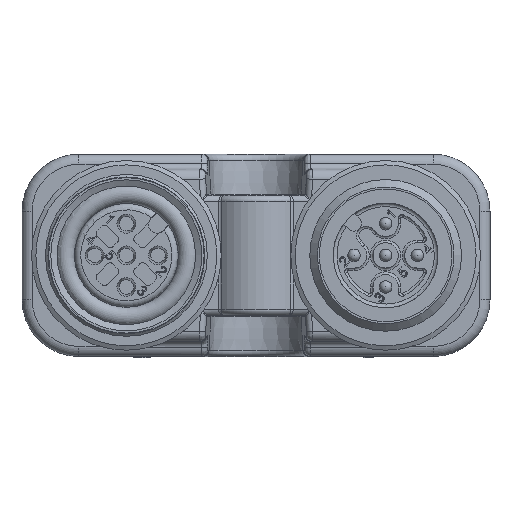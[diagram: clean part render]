
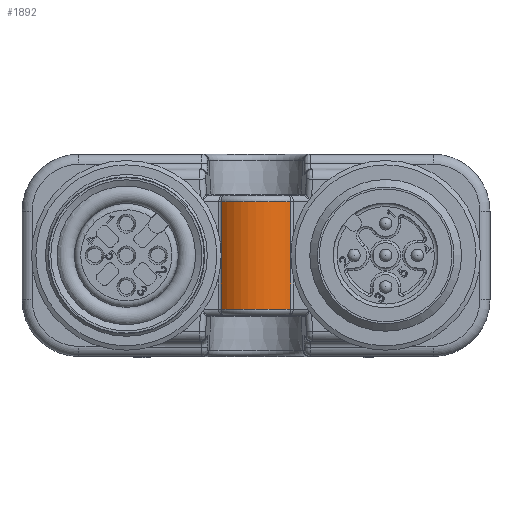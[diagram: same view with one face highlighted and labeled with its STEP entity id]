
A CAD part, front view. The second image highlights one B-rep face of the part: STEP entity #1892.
In plain terms, the highlighted cylindrical face has radius 3.8 mm (diameter 7.6 mm), a partial arc.
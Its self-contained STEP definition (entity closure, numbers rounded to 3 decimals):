
#880=CYLINDRICAL_SURFACE('',#14299,3.8);
#1143=FACE_OUTER_BOUND('',#3267,.T.);
#1892=ADVANCED_FACE('',(#1143),#880,.T.);
#3267=EDGE_LOOP('',(#5013,#5014,#5015,#5016));
#4260=CIRCLE('',#14297,3.8);
#4261=CIRCLE('',#14298,3.8);
#5013=ORIENTED_EDGE('',*,*,#10324,.T.);
#5014=ORIENTED_EDGE('',*,*,#10325,.T.);
#5015=ORIENTED_EDGE('',*,*,#10326,.T.);
#5016=ORIENTED_EDGE('',*,*,#10327,.T.);
#9005=VERTEX_POINT('',#19616);
#9006=VERTEX_POINT('',#19617);
#9007=VERTEX_POINT('',#19619);
#9008=VERTEX_POINT('',#19621);
#10324=EDGE_CURVE('',#9005,#9006,#4260,.T.);
#10325=EDGE_CURVE('',#9006,#9007,#12286,.T.);
#10326=EDGE_CURVE('',#9007,#9008,#4261,.T.);
#10327=EDGE_CURVE('',#9008,#9005,#12287,.T.);
#12286=LINE('',#19618,#13233);
#12287=LINE('',#19622,#13234);
#13233=VECTOR('',#15811,1.);
#13234=VECTOR('',#15814,1.);
#14297=AXIS2_PLACEMENT_3D('',#19615,#15809,#15810);
#14298=AXIS2_PLACEMENT_3D('',#19620,#15812,#15813);
#14299=AXIS2_PLACEMENT_3D('',#19623,#15815,#15816);
#15809=DIRECTION('',(0.,0.,-1.));
#15810=DIRECTION('',(1.,0.,0.));
#15811=DIRECTION('',(0.,0.,-1.));
#15812=DIRECTION('',(0.,0.,1.));
#15813=DIRECTION('',(-1.,0.,0.));
#15814=DIRECTION('',(0.,0.,1.));
#15815=DIRECTION('',(0.,0.,-1.));
#15816=DIRECTION('',(1.,0.,0.));
#19615=CARTESIAN_POINT('',(0.,-4.75,4.25));
#19616=CARTESIAN_POINT('',(2.732,-7.391,4.25));
#19617=CARTESIAN_POINT('',(-2.732,-7.391,4.25));
#19618=CARTESIAN_POINT('',(-2.732,-7.391,8.));
#19619=CARTESIAN_POINT('',(-2.732,-7.391,-4.25));
#19620=CARTESIAN_POINT('',(0.,-4.75,-4.25));
#19621=CARTESIAN_POINT('',(2.732,-7.391,-4.25));
#19622=CARTESIAN_POINT('',(2.732,-7.391,8.));
#19623=CARTESIAN_POINT('',(0.,-4.75,8.));
